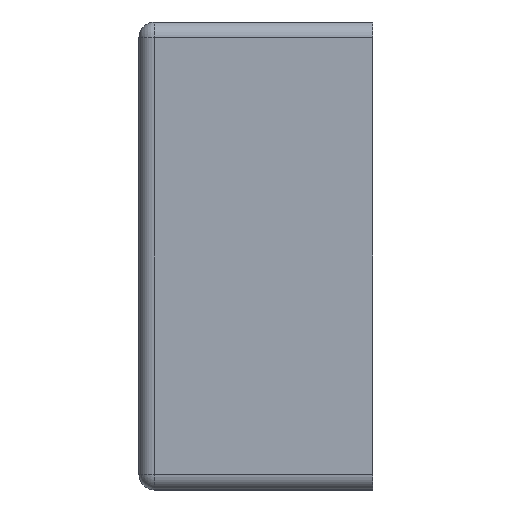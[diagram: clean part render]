
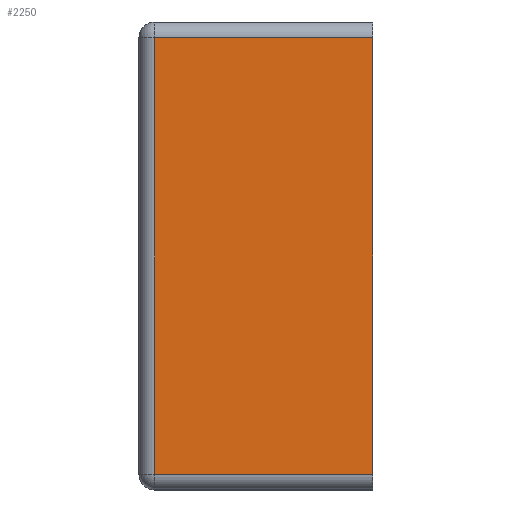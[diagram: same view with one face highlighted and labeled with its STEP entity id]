
A CAD part, left-side view. The second image highlights one B-rep face of the part: STEP entity #2250.
In plain terms, the highlighted planar face has unit normal (-1, 0, 0).
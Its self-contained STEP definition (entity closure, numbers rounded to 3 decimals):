
#13 = ORIENTED_EDGE ( 'NONE', *, *, #2195, .T. ) ;
#120 = DIRECTION ( 'NONE',  ( 0., 1., 0. ) ) ;
#314 = VERTEX_POINT ( 'NONE', #621 ) ;
#381 = DIRECTION ( 'NONE',  ( 1., 0., 0. ) ) ;
#494 = VECTOR ( 'NONE', #2146, 1000. ) ;
#524 = DIRECTION ( 'NONE',  ( 0., -1., 0. ) ) ;
#573 = EDGE_CURVE ( 'NONE', #1255, #1869, #1817, .T. ) ;
#611 = ORIENTED_EDGE ( 'NONE', *, *, #573, .T. ) ;
#612 = CARTESIAN_POINT ( 'NONE',  ( -30., 0., 14. ) ) ;
#621 = CARTESIAN_POINT ( 'NONE',  ( -30., 0., -14. ) ) ;
#887 = VERTEX_POINT ( 'NONE', #612 ) ;
#1080 = FACE_OUTER_BOUND ( 'NONE', #2058, .T. ) ;
#1093 = PLANE ( 'NONE',  #2132 ) ;
#1125 = LINE ( 'NONE', #1155, #494 ) ;
#1155 = CARTESIAN_POINT ( 'NONE',  ( -30., 0., -15. ) ) ;
#1161 = VECTOR ( 'NONE', #120, 1000. ) ;
#1255 = VERTEX_POINT ( 'NONE', #2136 ) ;
#1275 = EDGE_CURVE ( 'NONE', #314, #887, #1125, .T. ) ;
#1335 = VECTOR ( 'NONE', #524, 1000. ) ;
#1413 = ORIENTED_EDGE ( 'NONE', *, *, #2004, .T. ) ;
#1580 = CARTESIAN_POINT ( 'NONE',  ( -30., 15., -15. ) ) ;
#1683 = CARTESIAN_POINT ( 'NONE',  ( -30., 14., -14. ) ) ;
#1717 = ORIENTED_EDGE ( 'NONE', *, *, #1275, .T. ) ;
#1817 = LINE ( 'NONE', #2597, #3104 ) ;
#1869 = VERTEX_POINT ( 'NONE', #1683 ) ;
#2004 = EDGE_CURVE ( 'NONE', #1869, #314, #2005, .T. ) ;
#2005 = LINE ( 'NONE', #2689, #1335 ) ;
#2058 = EDGE_LOOP ( 'NONE', ( #1717, #13, #611, #1413 ) ) ;
#2070 = DIRECTION ( 'NONE',  ( 0., 0., -1. ) ) ;
#2132 = AXIS2_PLACEMENT_3D ( 'NONE', #1580, #381, #2070 ) ;
#2136 = CARTESIAN_POINT ( 'NONE',  ( -30., 14., 14. ) ) ;
#2146 = DIRECTION ( 'NONE',  ( 0., 0., 1. ) ) ;
#2195 = EDGE_CURVE ( 'NONE', #887, #1255, #2442, .T. ) ;
#2250 = ADVANCED_FACE ( 'NONE', ( #1080 ), #1093, .F. ) ;
#2351 = DIRECTION ( 'NONE',  ( 0., 0., -1. ) ) ;
#2442 = LINE ( 'NONE', #2514, #1161 ) ;
#2514 = CARTESIAN_POINT ( 'NONE',  ( -30., 15., 14. ) ) ;
#2597 = CARTESIAN_POINT ( 'NONE',  ( -30., 14., -15. ) ) ;
#2689 = CARTESIAN_POINT ( 'NONE',  ( -30., 15., -14. ) ) ;
#3104 = VECTOR ( 'NONE', #2351, 1000. ) ;
